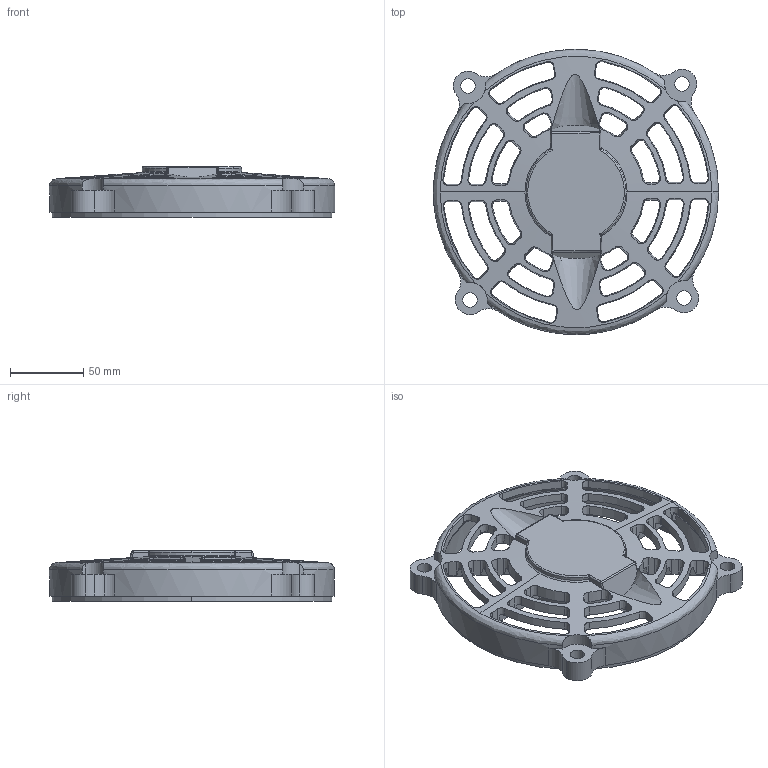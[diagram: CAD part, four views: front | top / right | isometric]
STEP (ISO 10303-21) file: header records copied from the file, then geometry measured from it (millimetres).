
FILE_DESCRIPTION (( 'STEP AP214' ), '1' );
FILE_NAME ('MTADP-OEB-180.STEP', '2020-07-08T14:02:10', ( '' ), ( '' ), 'SwSTEP 2.0', 'SolidWorks 2017', '' );
FILE_SCHEMA (( 'AUTOMOTIVE_DESIGN' ));
Length unit declared in the file: inch
Products named in the file (1): MTADP-OEB-180
Bounding box: 195 x 194.99 x 34.5 mm (x, y, z)
Volume: 269234.3 mm3; surface area: 96436.6 mm2
Topology: 1 solids, 1 shells, 462 faces, 1390 edges, 893 vertices
Faces by surface type: cone 184, plane 134, cylinder 99, bspline 39, torus 6
Entity records: 21019 total; most frequent: CARTESIAN_POINT 9202, ORIENTED_EDGE 2754, DIRECTION 2179, EDGE_CURVE 1377, VERTEX_POINT 893, AXIS2_PLACEMENT_3D 863, EDGE_LOOP 502, B_SPLINE_CURVE_WITH_KNOTS 473
